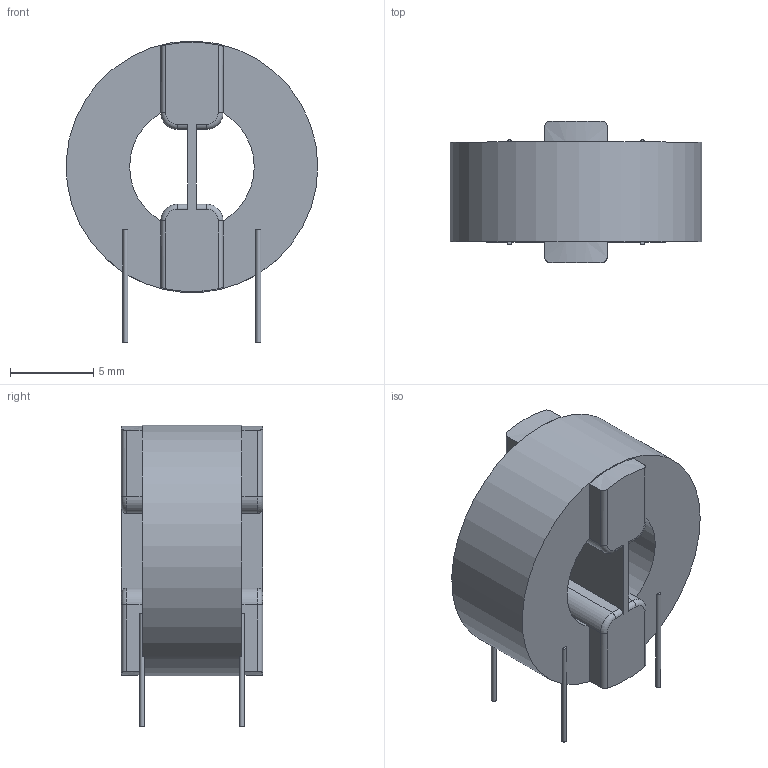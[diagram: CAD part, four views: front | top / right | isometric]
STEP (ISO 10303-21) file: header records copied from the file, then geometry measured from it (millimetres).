
FILE_DESCRIPTION(('FreeCAD Model'),'2;1');
FILE_NAME('KEMET_SC-SC-GS.step', '2019-08-19T01:21:36',('Author'),(''), 'Open CASCADE STEP processor 6.8','FreeCAD','Unknown');
FILE_SCHEMA(('AUTOMOTIVE_DESIGN_CC2 { 1 2 10303 214 -1 1 5 4 }'));
Length unit declared in the file: millimetre
Products named in the file (1): KEMET_SC-SC-GS
Bounding box: 15.14 x 8.5 x 18.17 mm (x, y, z)
Volume: 985.7 mm3; surface area: 896.4 mm2
Topology: 1 solids, 1 shells, 65 faces, 185 edges, 120 vertices
Faces by surface type: cylinder 31, plane 26, torus 8
Full cylindrical faces by diameter (mm): 0.3 x4, 15.15 x1
Entity records: 3045 total; most frequent: CARTESIAN_POINT 821, DIRECTION 389, ORIENTED_EDGE 370, EDGE_CURVE 185, AXIS2_PLACEMENT_3D 150, VERTEX_POINT 120, LINE 89, VECTOR 89
